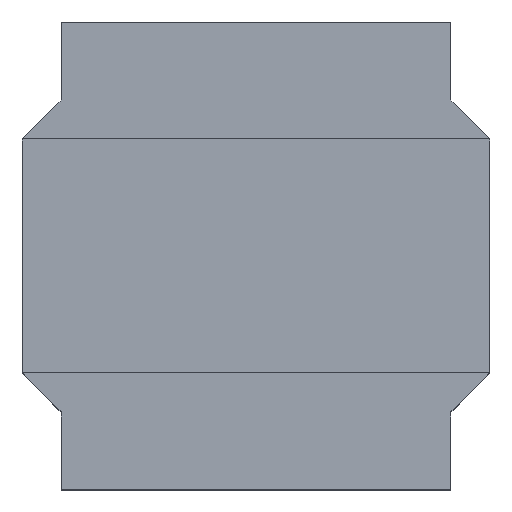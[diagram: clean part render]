
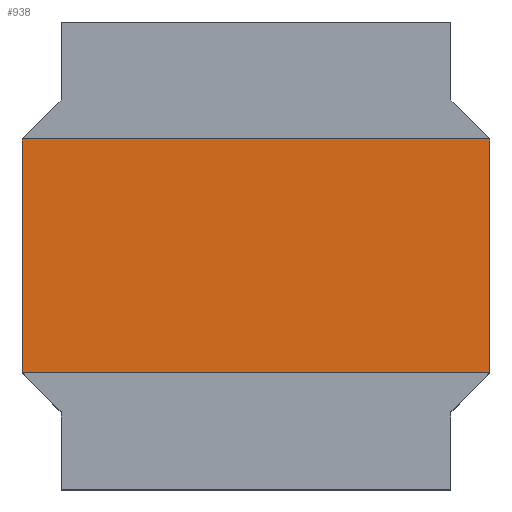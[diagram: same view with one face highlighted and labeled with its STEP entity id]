
A CAD part, top view. The second image highlights one B-rep face of the part: STEP entity #938.
In plain terms, the highlighted planar face has unit normal (0, 0, 1).
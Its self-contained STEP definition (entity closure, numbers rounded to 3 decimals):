
#8 = VECTOR ( 'NONE', #147, 1000. ) ;
#46 = ORIENTED_EDGE ( 'NONE', *, *, #703, .F. ) ;
#57 = CARTESIAN_POINT ( 'NONE',  ( 1.5, 0.75, 0.837 ) ) ;
#72 = EDGE_CURVE ( 'NONE', #185, #177, #448, .T. ) ;
#89 = EDGE_CURVE ( 'NONE', #501, #177, #422, .T. ) ;
#93 = VERTEX_POINT ( 'NONE', #57 ) ;
#94 = ORIENTED_EDGE ( 'NONE', *, *, #89, .F. ) ;
#147 = DIRECTION ( 'NONE',  ( -1., 0., 0. ) ) ;
#150 = CARTESIAN_POINT ( 'NONE',  ( -1.5, 0.75, 0.837 ) ) ;
#163 = ORIENTED_EDGE ( 'NONE', *, *, #397, .T. ) ;
#167 = VECTOR ( 'NONE', #864, 1000. ) ;
#177 = VERTEX_POINT ( 'NONE', #798 ) ;
#185 = VERTEX_POINT ( 'NONE', #521 ) ;
#251 = EDGE_LOOP ( 'NONE', ( #1043, #94, #163, #46 ) ) ;
#397 = EDGE_CURVE ( 'NONE', #501, #93, #885, .T. ) ;
#422 = LINE ( 'NONE', #735, #8 ) ;
#443 = AXIS2_PLACEMENT_3D ( 'NONE', #537, #1023, #445 ) ;
#445 = DIRECTION ( 'NONE',  ( -1., 0., 0. ) ) ;
#447 = CARTESIAN_POINT ( 'NONE',  ( 1.5, 0.75, 0.837 ) ) ;
#448 = LINE ( 'NONE', #1067, #676 ) ;
#485 = DIRECTION ( 'NONE',  ( 0., -1., 0. ) ) ;
#501 = VERTEX_POINT ( 'NONE', #846 ) ;
#521 = CARTESIAN_POINT ( 'NONE',  ( -1.5, 0.75, 0.837 ) ) ;
#537 = CARTESIAN_POINT ( 'NONE',  ( 0., 0., 0.837 ) ) ;
#676 = VECTOR ( 'NONE', #485, 1000. ) ;
#703 = EDGE_CURVE ( 'NONE', #185, #93, #950, .T. ) ;
#735 = CARTESIAN_POINT ( 'NONE',  ( -1.5, -0.75, 0.837 ) ) ;
#737 = DIRECTION ( 'NONE',  ( 1., 0., 0. ) ) ;
#762 = VECTOR ( 'NONE', #737, 1000. ) ;
#790 = PLANE ( 'NONE',  #443 ) ;
#798 = CARTESIAN_POINT ( 'NONE',  ( -1.5, -0.75, 0.837 ) ) ;
#846 = CARTESIAN_POINT ( 'NONE',  ( 1.5, -0.75, 0.837 ) ) ;
#864 = DIRECTION ( 'NONE',  ( 0., 1., 0. ) ) ;
#885 = LINE ( 'NONE', #447, #167 ) ;
#938 = ADVANCED_FACE ( 'NONE', ( #1048 ), #790, .T. ) ;
#950 = LINE ( 'NONE', #150, #762 ) ;
#1023 = DIRECTION ( 'NONE',  ( 0., 0., 1. ) ) ;
#1043 = ORIENTED_EDGE ( 'NONE', *, *, #72, .T. ) ;
#1048 = FACE_OUTER_BOUND ( 'NONE', #251, .T. ) ;
#1067 = CARTESIAN_POINT ( 'NONE',  ( -1.5, 0.75, 0.837 ) ) ;
